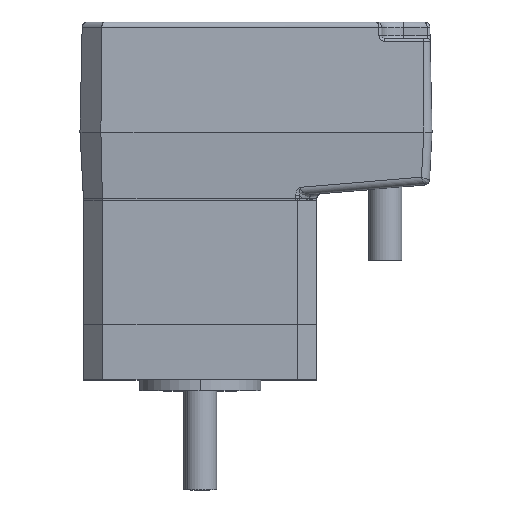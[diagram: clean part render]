
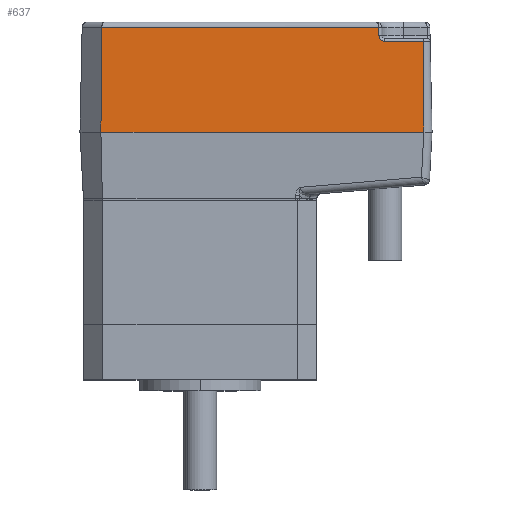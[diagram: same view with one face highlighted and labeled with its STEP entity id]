
A CAD part, top view. The second image highlights one B-rep face of the part: STEP entity #637.
In plain terms, the highlighted planar face has unit normal (0, 0.021, 1).
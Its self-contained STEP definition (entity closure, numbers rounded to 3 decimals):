
#320 = ORIENTED_EDGE ( 'NONE', *, *, #690, .T. ) ;
#618 = EDGE_CURVE ( 'NONE', #647, #648, #8413, .T. ) ;
#633 = ORIENTED_EDGE ( 'NONE', *, *, #705, .F. ) ;
#634 = EDGE_CURVE ( 'NONE', #697, #704, #8459, .T. ) ;
#637 = ADVANCED_FACE ( 'NONE', ( #8460 ), #8394, .T. ) ;
#638 = ORIENTED_EDGE ( 'NONE', *, *, #639, .T. ) ;
#639 = EDGE_CURVE ( 'NONE', #664, #640, #8454, .T. ) ;
#640 = VERTEX_POINT ( 'NONE', #8464 ) ;
#647 = VERTEX_POINT ( 'NONE', #8451 ) ;
#648 = VERTEX_POINT ( 'NONE', #8486 ) ;
#662 = EDGE_LOOP ( 'NONE', ( #638, #320, #695, #703, #699, #633, #692, #678 ) ) ;
#664 = VERTEX_POINT ( 'NONE', #8534 ) ;
#676 = EDGE_CURVE ( 'NONE', #664, #704, #8577, .T. ) ;
#678 = ORIENTED_EDGE ( 'NONE', *, *, #676, .F. ) ;
#690 = EDGE_CURVE ( 'NONE', #640, #693, #8623, .T. ) ;
#691 = EDGE_CURVE ( 'NONE', #648, #702, #8617, .T. ) ;
#692 = ORIENTED_EDGE ( 'NONE', *, *, #634, .T. ) ;
#693 = VERTEX_POINT ( 'NONE', #8530 ) ;
#695 = ORIENTED_EDGE ( 'NONE', *, *, #698, .T. ) ;
#697 = VERTEX_POINT ( 'NONE', #8609 ) ;
#698 = EDGE_CURVE ( 'NONE', #693, #647, #8667, .T. ) ;
#699 = ORIENTED_EDGE ( 'NONE', *, *, #691, .T. ) ;
#702 = VERTEX_POINT ( 'NONE', #8613 ) ;
#703 = ORIENTED_EDGE ( 'NONE', *, *, #618, .T. ) ;
#704 = VERTEX_POINT ( 'NONE', #8612 ) ;
#705 = EDGE_CURVE ( 'NONE', #697, #702, #8661, .T. ) ;
#8394 = PLANE ( 'NONE',  #8447 ) ;
#8411 = DIRECTION ( 'NONE',  ( -0.009, -1., 0.021 ) ) ;
#8412 = VECTOR ( 'NONE', #8411, 1000. ) ;
#8413 = LINE ( 'NONE', #8419, #8412 ) ;
#8419 = CARTESIAN_POINT ( 'NONE',  ( -18.021, 0., 21.83 ) ) ;
#8447 = AXIS2_PLACEMENT_3D ( 'NONE', #8494, #8493, #8492 ) ;
#8451 = CARTESIAN_POINT ( 'NONE',  ( -17.856, 19.021, 21.432 ) ) ;
#8454 = LINE ( 'NONE', #8490, #8489 ) ;
#8457 = DIRECTION ( 'NONE',  ( -1., 0., 0. ) ) ;
#8458 = VECTOR ( 'NONE', #8457, 1000. ) ;
#8459 = LINE ( 'NONE', #8461, #8458 ) ;
#8460 = FACE_OUTER_BOUND ( 'NONE', #662, .T. ) ;
#8461 = CARTESIAN_POINT ( 'NONE',  ( -18.021, 16.51, 21.484 ) ) ;
#8464 = CARTESIAN_POINT ( 'NONE',  ( 32.5, 19.01, 21.432 ) ) ;
#8486 = CARTESIAN_POINT ( 'NONE',  ( -18.021, 0., 21.83 ) ) ;
#8488 = DIRECTION ( 'NONE',  ( 0., 1., -0.021 ) ) ;
#8489 = VECTOR ( 'NONE', #8488, 1000. ) ;
#8490 = CARTESIAN_POINT ( 'NONE',  ( 32.5, 0., 21.83 ) ) ;
#8492 = DIRECTION ( 'NONE',  ( 0., -1., 0.021 ) ) ;
#8493 = DIRECTION ( 'NONE',  ( 0., 0.021, 1. ) ) ;
#8494 = CARTESIAN_POINT ( 'NONE',  ( -18.021, 0., 21.83 ) ) ;
#8530 = CARTESIAN_POINT ( 'NONE',  ( 32.5, 19.021, 21.432 ) ) ;
#8534 = CARTESIAN_POINT ( 'NONE',  ( 32.5, 17.51, 21.463 ) ) ;
#8571 = CARTESIAN_POINT ( 'NONE',  ( 33.5, 16.51, 21.484 ) ) ;
#8572 = CARTESIAN_POINT ( 'NONE',  ( 32.914, 16.51, 21.484 ) ) ;
#8573 = CARTESIAN_POINT ( 'NONE',  ( 32.5, 16.925, 21.476 ) ) ;
#8574 = CARTESIAN_POINT ( 'NONE',  ( 32.5, 17.51, 21.463 ) ) ;
#8577 =( BOUNDED_CURVE ( )  B_SPLINE_CURVE ( 3, ( #8574, #8573, #8572, #8571 ),
 .UNSPECIFIED., .F., .T. ) 
 B_SPLINE_CURVE_WITH_KNOTS ( ( 4, 4 ),
 ( 1.571, 3.142 ),
 .UNSPECIFIED. ) 
 CURVE ( )  GEOMETRIC_REPRESENTATION_ITEM ( )  RATIONAL_B_SPLINE_CURVE ( ( 1., 0.805, 0.805, 1. ) ) 
 REPRESENTATION_ITEM ( '' )  );
#8609 = CARTESIAN_POINT ( 'NONE',  ( 40.652, 16.51, 21.484 ) ) ;
#8611 = CARTESIAN_POINT ( 'NONE',  ( -17.848, 19.021, 21.432 ) ) ;
#8612 = CARTESIAN_POINT ( 'NONE',  ( 33.5, 16.51, 21.484 ) ) ;
#8613 = CARTESIAN_POINT ( 'NONE',  ( 40.652, 0., 21.83 ) ) ;
#8615 = DIRECTION ( 'NONE',  ( 1., 0., 0. ) ) ;
#8616 = VECTOR ( 'NONE', #8615, 1000. ) ;
#8617 = LINE ( 'NONE', #8634, #8616 ) ;
#8618 = CARTESIAN_POINT ( 'NONE',  ( 40.652, 0., 21.83 ) ) ;
#8619 = CARTESIAN_POINT ( 'NONE',  ( 32.5, 19.021, 21.432 ) ) ;
#8620 = CARTESIAN_POINT ( 'NONE',  ( 32.5, 19.017, 21.432 ) ) ;
#8621 = CARTESIAN_POINT ( 'NONE',  ( 32.5, 19.014, 21.432 ) ) ;
#8622 = CARTESIAN_POINT ( 'NONE',  ( 32.5, 19.01, 21.432 ) ) ;
#8623 =( BOUNDED_CURVE ( )  B_SPLINE_CURVE ( 3, ( #8622, #8621, #8620, #8619 ),
 .UNSPECIFIED., .F., .T. ) 
 B_SPLINE_CURVE_WITH_KNOTS ( ( 4, 4 ),
 ( 4.712, 4.733 ),
 .UNSPECIFIED. ) 
 CURVE ( )  GEOMETRIC_REPRESENTATION_ITEM ( )  RATIONAL_B_SPLINE_CURVE ( ( 1., 1., 1., 1. ) ) 
 REPRESENTATION_ITEM ( '' )  );
#8634 = CARTESIAN_POINT ( 'NONE',  ( -18.021, 0., 21.83 ) ) ;
#8659 = DIRECTION ( 'NONE',  ( 0., -1., 0.021 ) ) ;
#8660 = VECTOR ( 'NONE', #8659, 1000. ) ;
#8661 = LINE ( 'NONE', #8618, #8660 ) ;
#8665 = DIRECTION ( 'NONE',  ( -1., 0., 0. ) ) ;
#8666 = VECTOR ( 'NONE', #8665, 1000. ) ;
#8667 = LINE ( 'NONE', #8611, #8666 ) ;
